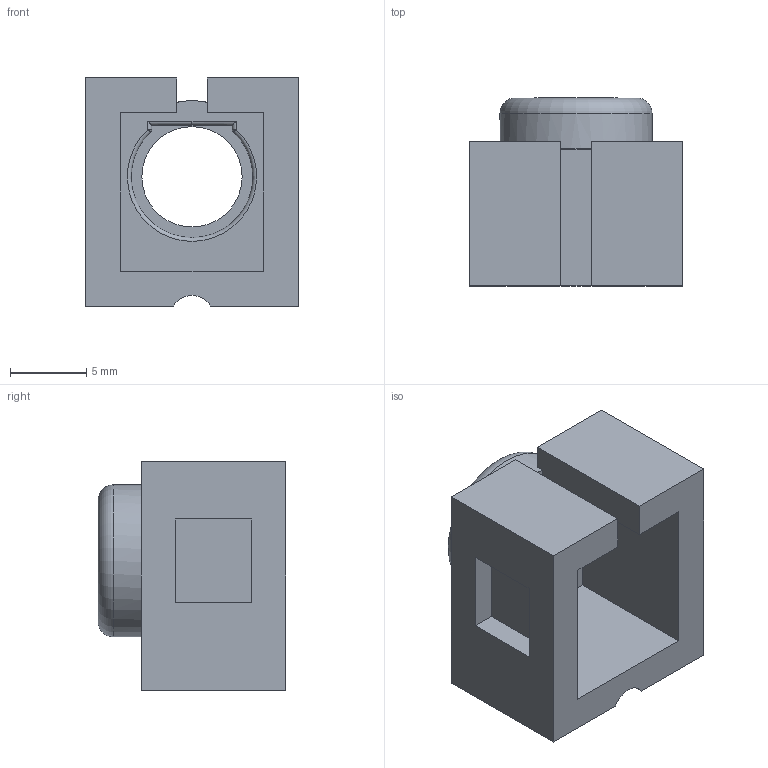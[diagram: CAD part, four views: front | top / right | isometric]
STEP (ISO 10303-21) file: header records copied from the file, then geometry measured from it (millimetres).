
FILE_DESCRIPTION(/* description */ (''),/* implementation_level */ '2;1');
FILE_NAME(/* name */ 'shroud.stp',/* time_stamp */ '2021-10-12T21:19:49+01:00',/* author */ (''),/* organization */ (''),/* preprocessor_version */ 'ST-DEVELOPER v18.1',/* originating_system */ 'Autodesk Translation Framework v10.10.0.1391',/* authorisation */ '');
FILE_SCHEMA (('AUTOMOTIVE_DESIGN { 1 0 10303 214 3 1 1 }'));
Length unit declared in the file: millimetre
Products named in the file (1): shroud
Bounding box: 14 x 12.35 x 15 mm (x, y, z)
Volume: 1071.9 mm3; surface area: 1464.5 mm2
Topology: 1 solids, 1 shells, 47 faces, 118 edges, 76 vertices
Faces by surface type: plane 31, cylinder 10, torus 4, sphere 2
Full cylindrical faces by diameter (mm): 6.6 x1, 10 x1
Entity records: 1448 total; most frequent: CARTESIAN_POINT 260, DIRECTION 241, ORIENTED_EDGE 236, EDGE_CURVE 118, LINE 87, VECTOR 87, AXIS2_PLACEMENT_3D 77, VERTEX_POINT 76
